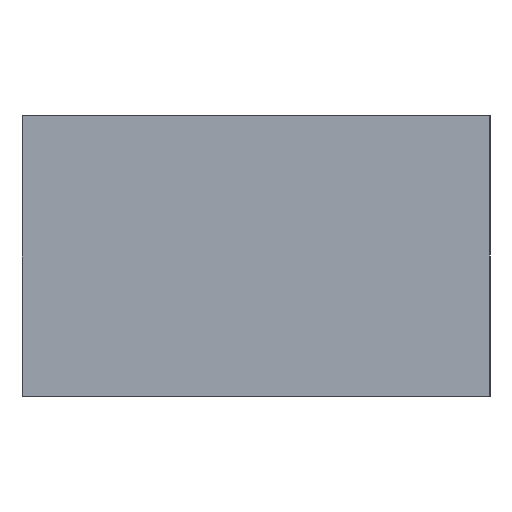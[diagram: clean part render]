
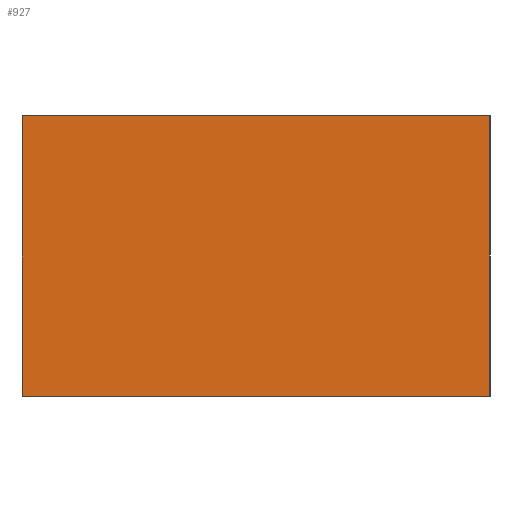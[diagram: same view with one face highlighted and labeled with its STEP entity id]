
A CAD part, left-side view. The second image highlights one B-rep face of the part: STEP entity #927.
In plain terms, the highlighted planar face has unit normal (-1, 0, 0).
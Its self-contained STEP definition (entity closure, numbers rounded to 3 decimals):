
#25 = CARTESIAN_POINT ( 'NONE',  ( -76., -54., 0. ) ) ;
#50 = DIRECTION ( 'NONE',  ( -1., 0., 0. ) ) ;
#59 = CARTESIAN_POINT ( 'NONE',  ( -76., -54., 30. ) ) ;
#72 = EDGE_CURVE ( 'NONE', #491, #501, #191, .T. ) ;
#77 = ORIENTED_EDGE ( 'NONE', *, *, #626, .T. ) ;
#103 = DIRECTION ( 'NONE',  ( 0., 0., -1. ) ) ;
#176 = VECTOR ( 'NONE', #632, 1000. ) ;
#191 = LINE ( 'NONE', #436, #775 ) ;
#218 = PLANE ( 'NONE',  #424 ) ;
#238 = EDGE_CURVE ( 'NONE', #977, #543, #647, .T. ) ;
#284 = CARTESIAN_POINT ( 'NONE',  ( -76., -29., 0. ) ) ;
#296 = ORIENTED_EDGE ( 'NONE', *, *, #238, .T. ) ;
#319 = DIRECTION ( 'NONE',  ( 0., 1., 0. ) ) ;
#322 = CARTESIAN_POINT ( 'NONE',  ( -76., -54., 30. ) ) ;
#380 = LINE ( 'NONE', #978, #578 ) ;
#424 = AXIS2_PLACEMENT_3D ( 'NONE', #59, #50, #319 ) ;
#436 = CARTESIAN_POINT ( 'NONE',  ( -76., -29., 30. ) ) ;
#440 = EDGE_CURVE ( 'NONE', #491, #543, #380, .T. ) ;
#447 = CARTESIAN_POINT ( 'NONE',  ( -76., -4., 15. ) ) ;
#482 = DIRECTION ( 'NONE',  ( 0., 0., -1. ) ) ;
#491 = VERTEX_POINT ( 'NONE', #322 ) ;
#501 = VERTEX_POINT ( 'NONE', #739 ) ;
#503 = ORIENTED_EDGE ( 'NONE', *, *, #72, .T. ) ;
#543 = VERTEX_POINT ( 'NONE', #25 ) ;
#578 = VECTOR ( 'NONE', #482, 1000. ) ;
#589 = ORIENTED_EDGE ( 'NONE', *, *, #440, .F. ) ;
#615 = DIRECTION ( 'NONE',  ( 0., 1., 0. ) ) ;
#626 = EDGE_CURVE ( 'NONE', #501, #977, #990, .T. ) ;
#632 = DIRECTION ( 'NONE',  ( 0., -1., 0. ) ) ;
#647 = LINE ( 'NONE', #284, #176 ) ;
#661 = VECTOR ( 'NONE', #103, 1000. ) ;
#739 = CARTESIAN_POINT ( 'NONE',  ( -76., -4., 30. ) ) ;
#765 = CARTESIAN_POINT ( 'NONE',  ( -76., -4., 0. ) ) ;
#775 = VECTOR ( 'NONE', #615, 1000. ) ;
#927 = ADVANCED_FACE ( 'NONE', ( #1003 ), #218, .T. ) ;
#977 = VERTEX_POINT ( 'NONE', #765 ) ;
#978 = CARTESIAN_POINT ( 'NONE',  ( -76., -54., 15. ) ) ;
#990 = LINE ( 'NONE', #447, #661 ) ;
#1003 = FACE_OUTER_BOUND ( 'NONE', #1091, .T. ) ;
#1091 = EDGE_LOOP ( 'NONE', ( #296, #589, #503, #77 ) ) ;
